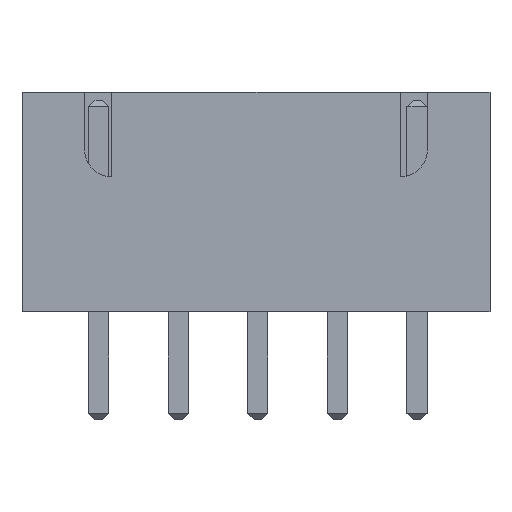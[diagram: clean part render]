
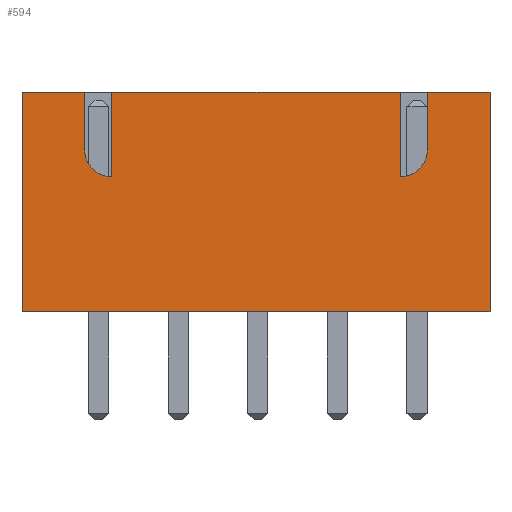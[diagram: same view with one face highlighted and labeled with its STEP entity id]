
A CAD part, top view. The second image highlights one B-rep face of the part: STEP entity #594.
In plain terms, the highlighted planar face has unit normal (0, 0, 1).
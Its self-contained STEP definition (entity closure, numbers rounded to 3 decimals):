
#77 = AXIS2_PLACEMENT_3D ( 'NONE', #2113, #4249, #4287 ) ;
#101 = VECTOR ( 'NONE', #2632, 1000. ) ;
#116 = ORIENTED_EDGE ( 'NONE', *, *, #4435, .F. ) ;
#128 = CARTESIAN_POINT ( 'NONE',  ( -5.47, 6.729, 2.875 ) ) ;
#178 = CARTESIAN_POINT ( 'NONE',  ( -7.47, 0., 2.875 ) ) ;
#315 = CARTESIAN_POINT ( 'NONE',  ( -5.47, 7., 2.875 ) ) ;
#342 = CARTESIAN_POINT ( 'NONE',  ( 4.604, 4.3, 2.875 ) ) ;
#376 = VERTEX_POINT ( 'NONE', #2717 ) ;
#517 = VECTOR ( 'NONE', #4056, 1000. ) ;
#522 = VERTEX_POINT ( 'NONE', #1535 ) ;
#568 = VERTEX_POINT ( 'NONE', #315 ) ;
#594 = ADVANCED_FACE ( 'NONE', ( #1772 ), #3581, .F. ) ;
#606 = VECTOR ( 'NONE', #4090, 1000. ) ;
#628 = LINE ( 'NONE', #128, #517 ) ;
#642 = VECTOR ( 'NONE', #1089, 1000. ) ;
#668 = EDGE_CURVE ( 'NONE', #1446, #4237, #3439, .T. ) ;
#748 = CARTESIAN_POINT ( 'NONE',  ( 5.47, 7., 2.875 ) ) ;
#764 = EDGE_CURVE ( 'NONE', #376, #3689, #3705, .T. ) ;
#776 = DIRECTION ( 'NONE',  ( 1., 0., 0. ) ) ;
#835 = EDGE_CURVE ( 'NONE', #2040, #376, #1545, .T. ) ;
#840 = LINE ( 'NONE', #2644, #1654 ) ;
#906 = VECTOR ( 'NONE', #4174, 1000. ) ;
#908 = DIRECTION ( 'NONE',  ( 1., 0., 0. ) ) ;
#1089 = DIRECTION ( 'NONE',  ( 0., 1., 0. ) ) ;
#1094 = VERTEX_POINT ( 'NONE', #342 ) ;
#1143 = DIRECTION ( 'NONE',  ( 0., 0., 1. ) ) ;
#1225 = EDGE_CURVE ( 'NONE', #1094, #1706, #2120, .T. ) ;
#1266 = ORIENTED_EDGE ( 'NONE', *, *, #3014, .F. ) ;
#1297 = ORIENTED_EDGE ( 'NONE', *, *, #2609, .F. ) ;
#1435 = CARTESIAN_POINT ( 'NONE',  ( 4.604, 7., 2.875 ) ) ;
#1446 = VERTEX_POINT ( 'NONE', #4304 ) ;
#1524 = VECTOR ( 'NONE', #3875, 1000. ) ;
#1535 = CARTESIAN_POINT ( 'NONE',  ( 5.47, 7., 2.875 ) ) ;
#1545 = CIRCLE ( 'NONE', #4128, 0.866 ) ;
#1546 = EDGE_CURVE ( 'NONE', #568, #2040, #628, .T. ) ;
#1572 = ORIENTED_EDGE ( 'NONE', *, *, #1546, .F. ) ;
#1627 = CARTESIAN_POINT ( 'NONE',  ( 4.604, 5.166, 2.875 ) ) ;
#1645 = VECTOR ( 'NONE', #4539, 1000. ) ;
#1654 = VECTOR ( 'NONE', #908, 1000. ) ;
#1680 = EDGE_CURVE ( 'NONE', #2536, #1094, #2440, .T. ) ;
#1694 = CARTESIAN_POINT ( 'NONE',  ( 7.47, 0., 2.875 ) ) ;
#1706 = VERTEX_POINT ( 'NONE', #4426 ) ;
#1712 = CARTESIAN_POINT ( 'NONE',  ( -7.47, 7., 2.875 ) ) ;
#1768 = ORIENTED_EDGE ( 'NONE', *, *, #835, .F. ) ;
#1772 = FACE_OUTER_BOUND ( 'NONE', #3606, .T. ) ;
#1936 = EDGE_CURVE ( 'NONE', #2801, #4237, #2808, .T. ) ;
#1976 = CARTESIAN_POINT ( 'NONE',  ( 4.604, 4.3, 2.875 ) ) ;
#2040 = VERTEX_POINT ( 'NONE', #3428 ) ;
#2053 = ORIENTED_EDGE ( 'NONE', *, *, #1225, .F. ) ;
#2085 = ORIENTED_EDGE ( 'NONE', *, *, #4236, .T. ) ;
#2113 = CARTESIAN_POINT ( 'NONE',  ( -7.47, 7., 2.875 ) ) ;
#2120 = CIRCLE ( 'NONE', #2560, 0.866 ) ;
#2281 = ORIENTED_EDGE ( 'NONE', *, *, #1936, .T. ) ;
#2290 = CARTESIAN_POINT ( 'NONE',  ( -4.604, 4.3, 2.875 ) ) ;
#2437 = CARTESIAN_POINT ( 'NONE',  ( -7.47, 7., 2.875 ) ) ;
#2440 = LINE ( 'NONE', #1976, #1524 ) ;
#2536 = VERTEX_POINT ( 'NONE', #1435 ) ;
#2560 = AXIS2_PLACEMENT_3D ( 'NONE', #1627, #3029, #3374 ) ;
#2609 = EDGE_CURVE ( 'NONE', #2802, #568, #4470, .T. ) ;
#2632 = DIRECTION ( 'NONE',  ( 1., 0., 0. ) ) ;
#2644 = CARTESIAN_POINT ( 'NONE',  ( -7.47, 7., 2.875 ) ) ;
#2717 = CARTESIAN_POINT ( 'NONE',  ( -4.604, 4.3, 2.875 ) ) ;
#2744 = VECTOR ( 'NONE', #3307, 1000. ) ;
#2760 = LINE ( 'NONE', #3811, #906 ) ;
#2801 = VERTEX_POINT ( 'NONE', #3590 ) ;
#2802 = VERTEX_POINT ( 'NONE', #2836 ) ;
#2808 = LINE ( 'NONE', #178, #101 ) ;
#2836 = CARTESIAN_POINT ( 'NONE',  ( -7.47, 7., 2.875 ) ) ;
#2939 = EDGE_CURVE ( 'NONE', #3689, #2536, #3574, .T. ) ;
#2996 = CARTESIAN_POINT ( 'NONE',  ( -4.604, 7., 2.875 ) ) ;
#3014 = EDGE_CURVE ( 'NONE', #1706, #522, #3341, .T. ) ;
#3023 = ORIENTED_EDGE ( 'NONE', *, *, #668, .F. ) ;
#3029 = DIRECTION ( 'NONE',  ( 0., 0., 1. ) ) ;
#3159 = ORIENTED_EDGE ( 'NONE', *, *, #1680, .F. ) ;
#3230 = CARTESIAN_POINT ( 'NONE',  ( -4.604, 5.166, 2.875 ) ) ;
#3307 = DIRECTION ( 'NONE',  ( 0., 1., 0. ) ) ;
#3341 = LINE ( 'NONE', #748, #642 ) ;
#3374 = DIRECTION ( 'NONE',  ( -1., 0., 0. ) ) ;
#3428 = CARTESIAN_POINT ( 'NONE',  ( -5.47, 5.166, 2.875 ) ) ;
#3439 = LINE ( 'NONE', #3697, #606 ) ;
#3464 = VECTOR ( 'NONE', #3520, 1000. ) ;
#3466 = ORIENTED_EDGE ( 'NONE', *, *, #2939, .F. ) ;
#3520 = DIRECTION ( 'NONE',  ( 1., 0., 0. ) ) ;
#3574 = LINE ( 'NONE', #2437, #3464 ) ;
#3581 = PLANE ( 'NONE',  #77 ) ;
#3590 = CARTESIAN_POINT ( 'NONE',  ( -7.47, 0., 2.875 ) ) ;
#3606 = EDGE_LOOP ( 'NONE', ( #116, #1266, #2053, #3159, #3466, #4369, #1768, #1572, #1297, #2085, #2281, #3023 ) ) ;
#3689 = VERTEX_POINT ( 'NONE', #2996 ) ;
#3697 = CARTESIAN_POINT ( 'NONE',  ( 7.47, 7., 2.875 ) ) ;
#3705 = LINE ( 'NONE', #2290, #2744 ) ;
#3811 = CARTESIAN_POINT ( 'NONE',  ( -7.47, 7., 2.875 ) ) ;
#3875 = DIRECTION ( 'NONE',  ( 0., -1., 0. ) ) ;
#4056 = DIRECTION ( 'NONE',  ( 0., -1., 0. ) ) ;
#4090 = DIRECTION ( 'NONE',  ( 0., -1., 0. ) ) ;
#4128 = AXIS2_PLACEMENT_3D ( 'NONE', #3230, #1143, #776 ) ;
#4174 = DIRECTION ( 'NONE',  ( 0., -1., 0. ) ) ;
#4236 = EDGE_CURVE ( 'NONE', #2802, #2801, #2760, .T. ) ;
#4237 = VERTEX_POINT ( 'NONE', #1694 ) ;
#4249 = DIRECTION ( 'NONE',  ( 0., 0., -1. ) ) ;
#4287 = DIRECTION ( 'NONE',  ( -1., 0., 0. ) ) ;
#4304 = CARTESIAN_POINT ( 'NONE',  ( 7.47, 7., 2.875 ) ) ;
#4369 = ORIENTED_EDGE ( 'NONE', *, *, #764, .F. ) ;
#4426 = CARTESIAN_POINT ( 'NONE',  ( 5.47, 5.166, 2.875 ) ) ;
#4435 = EDGE_CURVE ( 'NONE', #522, #1446, #840, .T. ) ;
#4470 = LINE ( 'NONE', #1712, #1645 ) ;
#4539 = DIRECTION ( 'NONE',  ( 1., 0., 0. ) ) ;
